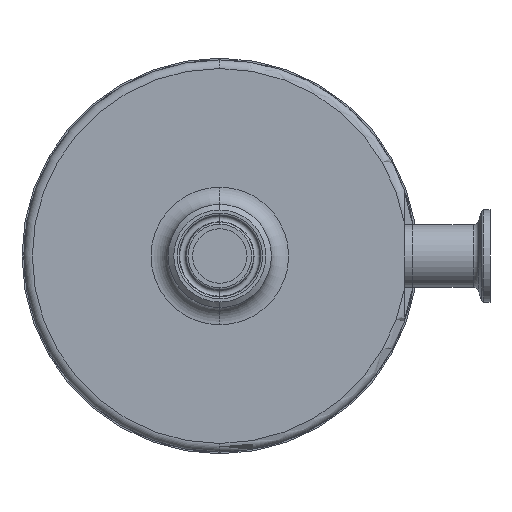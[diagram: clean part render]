
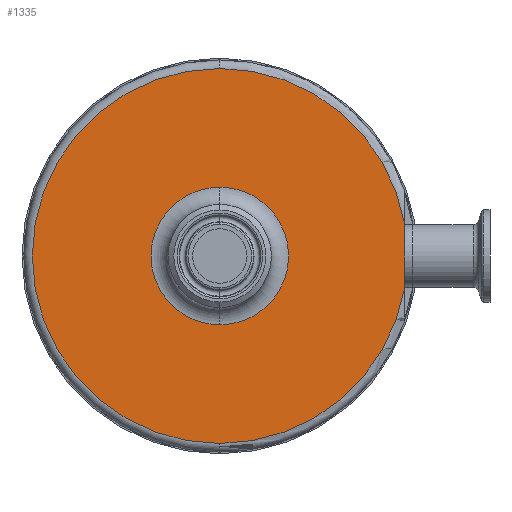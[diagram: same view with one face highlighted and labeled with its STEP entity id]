
A CAD part, front view. The second image highlights one B-rep face of the part: STEP entity #1335.
In plain terms, the highlighted planar face has unit normal (0, -1, 0).
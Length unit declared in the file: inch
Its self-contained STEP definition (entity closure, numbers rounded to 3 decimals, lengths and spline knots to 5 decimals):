
#151 = DIRECTION ( 'NONE',  ( 0., 0., 1. ) ) ;
#175 = DIRECTION ( 'NONE',  ( 0., 0., 1. ) ) ;
#278 = AXIS2_PLACEMENT_3D ( 'NONE', #6764, #4011, #151 ) ;
#374 = AXIS2_PLACEMENT_3D ( 'NONE', #6652, #3299, #1593 ) ;
#427 = ORIENTED_EDGE ( 'NONE', *, *, #6035, .F. ) ;
#443 = VERTEX_POINT ( 'NONE', #2267 ) ;
#549 = CARTESIAN_POINT ( 'NONE',  ( 0., 0.84, 0. ) ) ;
#798 = EDGE_LOOP ( 'NONE', ( #2023, #3195 ) ) ;
#814 = VERTEX_POINT ( 'NONE', #6488 ) ;
#992 = EDGE_LOOP ( 'NONE', ( #4290, #427, #6935, #2612 ) ) ;
#1085 = DIRECTION ( 'NONE',  ( 0., 0., 1. ) ) ;
#1107 = EDGE_CURVE ( 'NONE', #4311, #814, #2901, .T. ) ;
#1335 = ADVANCED_FACE ( 'NONE', ( #6117, #6456 ), #2773, .T. ) ;
#1348 = CARTESIAN_POINT ( 'NONE',  ( 0., 0.84, 1. ) ) ;
#1593 = DIRECTION ( 'NONE',  ( 0., 0., -1. ) ) ;
#1610 = AXIS2_PLACEMENT_3D ( 'NONE', #549, #1653, #1085 ) ;
#1646 = DIRECTION ( 'NONE',  ( 0., 0., -1. ) ) ;
#1653 = DIRECTION ( 'NONE',  ( 0., 1., 0. ) ) ;
#1738 = CIRCLE ( 'NONE', #6905, 1. ) ;
#1789 = CARTESIAN_POINT ( 'NONE',  ( 0., 0.84, 0. ) ) ;
#1834 = CARTESIAN_POINT ( 'NONE',  ( 2.685, 0.84, -0.46519 ) ) ;
#2023 = ORIENTED_EDGE ( 'NONE', *, *, #3301, .T. ) ;
#2267 = CARTESIAN_POINT ( 'NONE',  ( 0., 0.84, -1. ) ) ;
#2572 = CIRCLE ( 'NONE', #3620, 2.725 ) ;
#2612 = ORIENTED_EDGE ( 'NONE', *, *, #1107, .F. ) ;
#2685 = EDGE_CURVE ( 'NONE', #443, #4740, #6851, .T. ) ;
#2773 = PLANE ( 'NONE',  #374 ) ;
#2901 = CIRCLE ( 'NONE', #278, 2.725 ) ;
#2941 = DIRECTION ( 'NONE',  ( 0., 1., 0. ) ) ;
#2975 = DIRECTION ( 'NONE',  ( 0., 0., 1. ) ) ;
#3195 = ORIENTED_EDGE ( 'NONE', *, *, #2685, .T. ) ;
#3299 = DIRECTION ( 'NONE',  ( 0., -1., 0. ) ) ;
#3301 = EDGE_CURVE ( 'NONE', #4740, #443, #1738, .T. ) ;
#3620 = AXIS2_PLACEMENT_3D ( 'NONE', #1789, #6825, #5669 ) ;
#3687 = VECTOR ( 'NONE', #1646, 39.37008 ) ;
#4011 = DIRECTION ( 'NONE',  ( 0., 1., 0. ) ) ;
#4123 = CARTESIAN_POINT ( 'NONE',  ( 0., 0.84, 2.725 ) ) ;
#4191 = CARTESIAN_POINT ( 'NONE',  ( 2.685, 0.84, 0.46519 ) ) ;
#4290 = ORIENTED_EDGE ( 'NONE', *, *, #5888, .F. ) ;
#4311 = VERTEX_POINT ( 'NONE', #1834 ) ;
#4740 = VERTEX_POINT ( 'NONE', #1348 ) ;
#5071 = AXIS2_PLACEMENT_3D ( 'NONE', #5285, #5842, #2975 ) ;
#5265 = VERTEX_POINT ( 'NONE', #4123 ) ;
#5285 = CARTESIAN_POINT ( 'NONE',  ( 0., 0.84, 0. ) ) ;
#5615 = EDGE_CURVE ( 'NONE', #814, #5265, #2572, .T. ) ;
#5669 = DIRECTION ( 'NONE',  ( 0., 0., 1. ) ) ;
#5710 = CARTESIAN_POINT ( 'NONE',  ( 0., 0.84, 0. ) ) ;
#5784 = VERTEX_POINT ( 'NONE', #4191 ) ;
#5842 = DIRECTION ( 'NONE',  ( 0., 1., 0. ) ) ;
#5888 = EDGE_CURVE ( 'NONE', #5784, #4311, #7162, .T. ) ;
#6035 = EDGE_CURVE ( 'NONE', #5265, #5784, #6638, .T. ) ;
#6117 = FACE_OUTER_BOUND ( 'NONE', #992, .T. ) ;
#6456 = FACE_BOUND ( 'NONE', #798, .T. ) ;
#6488 = CARTESIAN_POINT ( 'NONE',  ( 0., 0.84, -2.725 ) ) ;
#6611 = CARTESIAN_POINT ( 'NONE',  ( 2.685, 0.84, 0. ) ) ;
#6638 = CIRCLE ( 'NONE', #5071, 2.725 ) ;
#6652 = CARTESIAN_POINT ( 'NONE',  ( -2.725, 0.84, 0. ) ) ;
#6764 = CARTESIAN_POINT ( 'NONE',  ( 0., 0.84, 0. ) ) ;
#6825 = DIRECTION ( 'NONE',  ( 0., 1., 0. ) ) ;
#6851 = CIRCLE ( 'NONE', #1610, 1. ) ;
#6905 = AXIS2_PLACEMENT_3D ( 'NONE', #5710, #2941, #175 ) ;
#6935 = ORIENTED_EDGE ( 'NONE', *, *, #5615, .F. ) ;
#7162 = LINE ( 'NONE', #6611, #3687 ) ;
